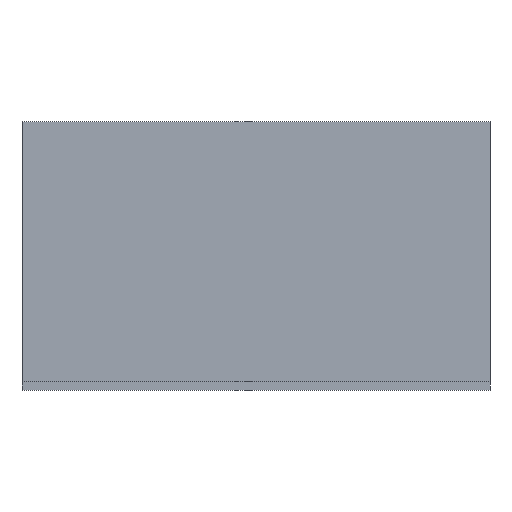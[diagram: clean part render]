
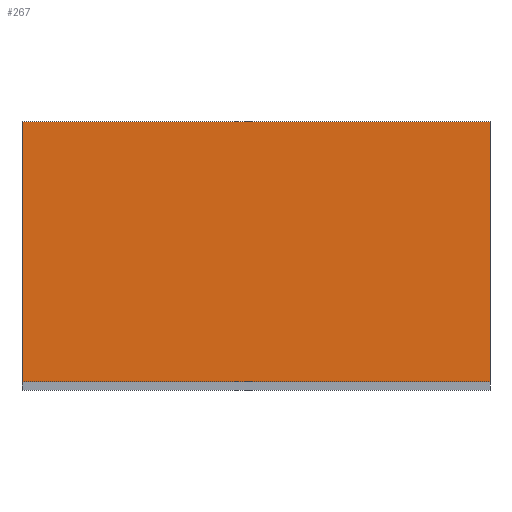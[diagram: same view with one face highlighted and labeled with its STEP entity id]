
A CAD part, front view. The second image highlights one B-rep face of the part: STEP entity #267.
In plain terms, the highlighted planar face has unit normal (0, -1, 0).
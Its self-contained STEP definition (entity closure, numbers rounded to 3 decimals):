
#21=FACE_OUTER_BOUND('',#35,.T.);
#35=EDGE_LOOP('',(#199,#200,#201,#202));
#62=LINE('',#412,#98);
#63=LINE('',#414,#99);
#64=LINE('',#416,#100);
#65=LINE('',#417,#101);
#98=VECTOR('',#338,10.);
#99=VECTOR('',#339,10.);
#100=VECTOR('',#340,10.);
#101=VECTOR('',#341,10.);
#129=VERTEX_POINT('',#410);
#130=VERTEX_POINT('',#411);
#131=VERTEX_POINT('',#413);
#132=VERTEX_POINT('',#415);
#158=EDGE_CURVE('',#129,#130,#62,.T.);
#159=EDGE_CURVE('',#129,#131,#63,.T.);
#160=EDGE_CURVE('',#132,#131,#64,.T.);
#161=EDGE_CURVE('',#130,#132,#65,.T.);
#199=ORIENTED_EDGE('',*,*,#158,.F.);
#200=ORIENTED_EDGE('',*,*,#159,.T.);
#201=ORIENTED_EDGE('',*,*,#160,.F.);
#202=ORIENTED_EDGE('',*,*,#161,.F.);
#253=PLANE('',#295);
#267=ADVANCED_FACE('',(#21),#253,.T.);
#295=AXIS2_PLACEMENT_3D('',#409,#336,#337);
#336=DIRECTION('center_axis',(0.,-1.,0.));
#337=DIRECTION('ref_axis',(1.,0.,0.));
#338=DIRECTION('',(-1.,0.,0.));
#339=DIRECTION('',(0.,0.,1.));
#340=DIRECTION('',(1.,0.,0.));
#341=DIRECTION('',(0.,0.,1.));
#409=CARTESIAN_POINT('Origin',(-114.3,-16.5,0.));
#410=CARTESIAN_POINT('',(114.3,-16.5,0.));
#411=CARTESIAN_POINT('',(-114.3,-16.5,0.));
#412=CARTESIAN_POINT('',(-57.15,-16.5,0.));
#413=CARTESIAN_POINT('',(114.3,-16.5,127.));
#414=CARTESIAN_POINT('',(114.3,-16.5,0.));
#415=CARTESIAN_POINT('',(-114.3,-16.5,127.));
#416=CARTESIAN_POINT('',(-114.3,-16.5,127.));
#417=CARTESIAN_POINT('',(-114.3,-16.5,0.));
